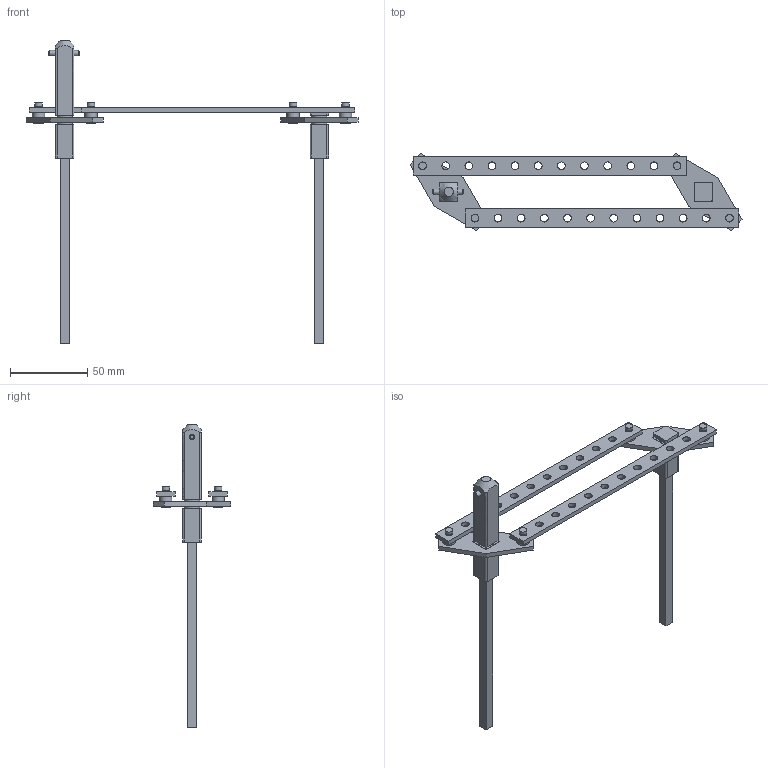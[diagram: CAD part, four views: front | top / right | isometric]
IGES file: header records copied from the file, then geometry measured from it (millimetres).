
Global section: file name: oesazw2.igs; preprocessor: I-DEAS 3D IGES Translator 15; date: 20140725.110033; units: millimetre
Bounding box: 215.2 x 50.2 x 196 mm (x, y, z)
Volume: 41692.7 mm3; surface area: 28488.9 mm2
Topology: 6 solids, 6 shells, 181 faces, 409 edges, 272 vertices
Faces by surface type: bspline 181
